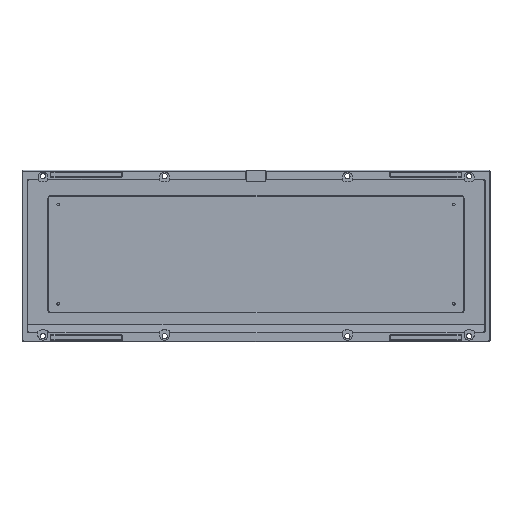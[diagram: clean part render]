
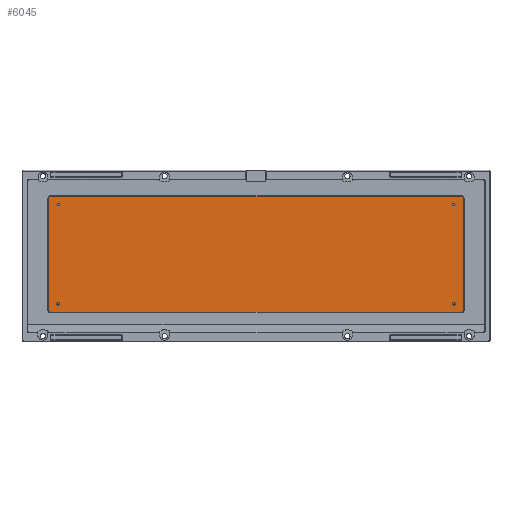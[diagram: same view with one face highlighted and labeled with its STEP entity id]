
A CAD part, top view. The second image highlights one B-rep face of the part: STEP entity #6045.
In plain terms, the highlighted planar face has unit normal (0, 0, 1).
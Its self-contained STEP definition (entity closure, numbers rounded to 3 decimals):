
#84=FACE_BOUND('',#2239,.T.);
#85=FACE_BOUND('',#2240,.T.);
#86=FACE_BOUND('',#2241,.T.);
#87=FACE_BOUND('',#2242,.T.);
#303=PLANE('',#6677);
#531=LINE('',#9648,#1086);
#535=LINE('',#9657,#1090);
#853=LINE('',#10734,#1408);
#856=LINE('',#10741,#1411);
#1086=VECTOR('',#7233,10.);
#1090=VECTOR('',#7243,10.);
#1408=VECTOR('',#8471,10.);
#1411=VECTOR('',#8480,10.);
#1857=FACE_OUTER_BOUND('',#2238,.T.);
#2238=EDGE_LOOP('',(#5687,#5688,#5689,#5690,#5691,#5692,#5693,#5694));
#2239=EDGE_LOOP('',(#5695));
#2240=EDGE_LOOP('',(#5696));
#2241=EDGE_LOOP('',(#5697));
#2242=EDGE_LOOP('',(#5698));
#2394=CIRCLE('',#6212,1.519);
#2395=CIRCLE('',#6215,1.519);
#2403=CIRCLE('',#6243,0.812);
#2405=CIRCLE('',#6247,0.812);
#2536=CIRCLE('',#6667,1.519);
#2537=CIRCLE('',#6670,1.519);
#2538=CIRCLE('',#6673,0.812);
#2539=CIRCLE('',#6675,0.812);
#2787=VERTEX_POINT('',#9645);
#2788=VERTEX_POINT('',#9647);
#2789=VERTEX_POINT('',#9651);
#2790=VERTEX_POINT('',#9655);
#2791=VERTEX_POINT('',#9659);
#2808=VERTEX_POINT('',#9721);
#2810=VERTEX_POINT('',#9728);
#3093=VERTEX_POINT('',#10729);
#3094=VERTEX_POINT('',#10733);
#3095=VERTEX_POINT('',#10737);
#3096=VERTEX_POINT('',#10743);
#3097=VERTEX_POINT('',#10747);
#3431=EDGE_CURVE('',#2787,#2788,#531,.T.);
#3434=EDGE_CURVE('',#2789,#2787,#2394,.T.);
#3436=EDGE_CURVE('',#2790,#2789,#535,.T.);
#3438=EDGE_CURVE('',#2791,#2790,#2395,.T.);
#3466=EDGE_CURVE('',#2808,#2808,#2403,.T.);
#3469=EDGE_CURVE('',#2810,#2810,#2405,.T.);
#3954=EDGE_CURVE('',#2788,#3093,#2536,.T.);
#3956=EDGE_CURVE('',#3093,#3094,#853,.T.);
#3958=EDGE_CURVE('',#3094,#3095,#2537,.T.);
#3960=EDGE_CURVE('',#3095,#2791,#856,.T.);
#3961=EDGE_CURVE('',#3096,#3096,#2538,.T.);
#3963=EDGE_CURVE('',#3097,#3097,#2539,.T.);
#5687=ORIENTED_EDGE('',*,*,#3436,.F.);
#5688=ORIENTED_EDGE('',*,*,#3438,.F.);
#5689=ORIENTED_EDGE('',*,*,#3960,.F.);
#5690=ORIENTED_EDGE('',*,*,#3958,.F.);
#5691=ORIENTED_EDGE('',*,*,#3956,.F.);
#5692=ORIENTED_EDGE('',*,*,#3954,.F.);
#5693=ORIENTED_EDGE('',*,*,#3431,.F.);
#5694=ORIENTED_EDGE('',*,*,#3434,.F.);
#5695=ORIENTED_EDGE('',*,*,#3466,.T.);
#5696=ORIENTED_EDGE('',*,*,#3469,.T.);
#5697=ORIENTED_EDGE('',*,*,#3963,.T.);
#5698=ORIENTED_EDGE('',*,*,#3961,.T.);
#6045=ADVANCED_FACE('',(#1857,#84,#85,#86,#87),#303,.F.);
#6212=AXIS2_PLACEMENT_3D('',#9653,#7238,#7239);
#6215=AXIS2_PLACEMENT_3D('',#9661,#7247,#7248);
#6243=AXIS2_PLACEMENT_3D('',#9722,#7319,#7320);
#6247=AXIS2_PLACEMENT_3D('',#9729,#7328,#7329);
#6667=AXIS2_PLACEMENT_3D('',#10730,#8466,#8467);
#6670=AXIS2_PLACEMENT_3D('',#10738,#8475,#8476);
#6673=AXIS2_PLACEMENT_3D('',#10744,#8483,#8484);
#6675=AXIS2_PLACEMENT_3D('',#10748,#8488,#8489);
#6677=AXIS2_PLACEMENT_3D('',#10751,#8493,#8494);
#7233=DIRECTION('',(0.,-1.,0.));
#7238=DIRECTION('center_axis',(0.,0.,-1.));
#7239=DIRECTION('ref_axis',(0.707,0.707,0.));
#7243=DIRECTION('',(1.,0.,0.));
#7247=DIRECTION('center_axis',(0.,0.,-1.));
#7248=DIRECTION('ref_axis',(-0.707,0.707,0.));
#7319=DIRECTION('center_axis',(0.,0.,-1.));
#7320=DIRECTION('ref_axis',(1.,0.,0.));
#7328=DIRECTION('center_axis',(0.,0.,-1.));
#7329=DIRECTION('ref_axis',(1.,0.,0.));
#8466=DIRECTION('center_axis',(0.,0.,-1.));
#8467=DIRECTION('ref_axis',(0.707,-0.707,0.));
#8471=DIRECTION('',(-1.,0.,0.));
#8475=DIRECTION('center_axis',(0.,0.,-1.));
#8476=DIRECTION('ref_axis',(-0.707,-0.707,0.));
#8480=DIRECTION('',(0.,1.,0.));
#8483=DIRECTION('center_axis',(0.,0.,-1.));
#8484=DIRECTION('ref_axis',(1.,0.,0.));
#8488=DIRECTION('center_axis',(0.,0.,-1.));
#8489=DIRECTION('ref_axis',(1.,0.,0.));
#8493=DIRECTION('center_axis',(0.,0.,-1.));
#8494=DIRECTION('ref_axis',(-1.,0.,0.));
#9645=CARTESIAN_POINT('',(273.047,82.756,-5.717));
#9647=CARTESIAN_POINT('',(273.047,13.256,-5.717));
#9648=CARTESIAN_POINT('',(273.047,65.381,-5.717));
#9651=CARTESIAN_POINT('',(271.528,84.275,-5.717));
#9653=CARTESIAN_POINT('Origin',(271.528,82.756,-5.717));
#9655=CARTESIAN_POINT('',(15.416,84.275,-5.717));
#9657=CARTESIAN_POINT('',(79.444,84.275,-5.717));
#9659=CARTESIAN_POINT('',(13.897,82.756,-5.717));
#9661=CARTESIAN_POINT('Origin',(15.416,82.756,-5.717));
#9721=CARTESIAN_POINT('',(266.133,17.012,-5.717));
#9722=CARTESIAN_POINT('Origin',(266.944,17.012,-5.717));
#9728=CARTESIAN_POINT('',(266.133,79.,-5.717));
#9729=CARTESIAN_POINT('Origin',(266.944,79.,-5.717));
#10729=CARTESIAN_POINT('',(271.528,11.737,-5.717));
#10730=CARTESIAN_POINT('Origin',(271.528,13.256,-5.717));
#10733=CARTESIAN_POINT('',(15.416,11.737,-5.717));
#10734=CARTESIAN_POINT('',(207.5,11.737,-5.717));
#10737=CARTESIAN_POINT('',(13.897,13.256,-5.717));
#10738=CARTESIAN_POINT('Origin',(15.416,13.256,-5.717));
#10741=CARTESIAN_POINT('',(13.897,30.631,-5.717));
#10743=CARTESIAN_POINT('',(19.189,17.012,-5.717));
#10744=CARTESIAN_POINT('Origin',(20.,17.012,-5.717));
#10747=CARTESIAN_POINT('',(19.189,79.,-5.717));
#10748=CARTESIAN_POINT('Origin',(20.,79.,-5.717));
#10751=CARTESIAN_POINT('Origin',(143.472,48.006,-5.717));
